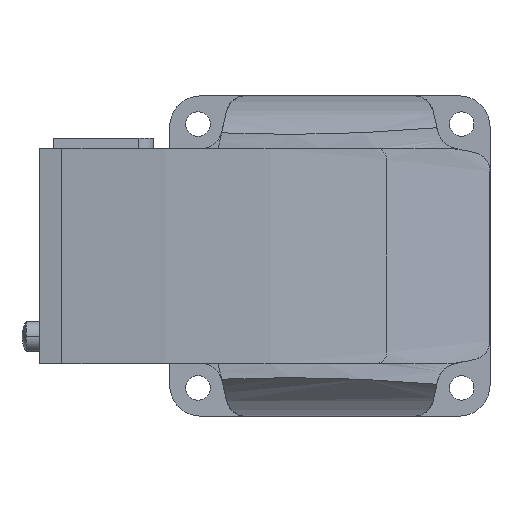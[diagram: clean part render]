
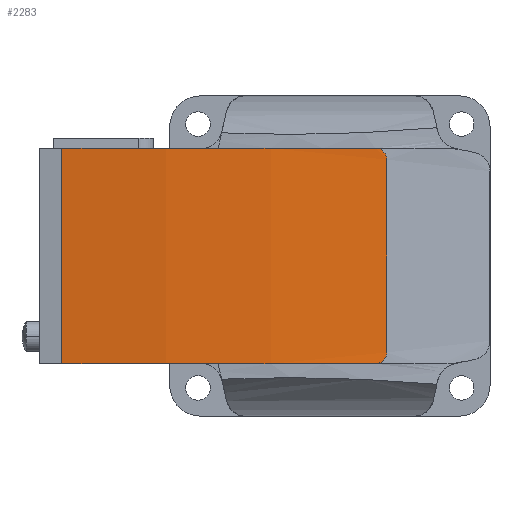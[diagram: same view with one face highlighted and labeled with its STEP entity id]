
A CAD part, left-side view. The second image highlights one B-rep face of the part: STEP entity #2283.
In plain terms, the highlighted cylindrical face has radius 300 mm (diameter 600 mm), a partial arc.
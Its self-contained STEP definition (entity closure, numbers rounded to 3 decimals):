
#2283=ADVANCED_FACE('',(#5300),#5301,.T.);
#2299=VERTEX_POINT('',#5324);
#2301=VERTEX_POINT('',#5326);
#2303=EDGE_CURVE('',#2299,#2301,#5328,.T.);
#2305=VERTEX_POINT('',#5330);
#2307=EDGE_CURVE('',#2305,#2299,#5332,.T.);
#2309=VERTEX_POINT('',#5334);
#2311=EDGE_CURVE('',#2309,#2305,#5336,.T.);
#2313=VERTEX_POINT('',#5338);
#2315=EDGE_CURVE('',#2313,#2309,#5340,.T.);
#2317=VERTEX_POINT('',#5342);
#2319=EDGE_CURVE('',#2317,#2313,#5344,.T.);
#2321=EDGE_CURVE('',#2301,#2317,#5346,.T.);
#5300=FACE_OUTER_BOUND('',#8830,.T.);
#5301=CYLINDRICAL_SURFACE('',#8831,300.0);
#5324=CARTESIAN_POINT('',(-4.808,-25.6,28.6));
#5326=CARTESIAN_POINT('',(-4.388,-28.6,25.6));
#5328=B_SPLINE_CURVE_WITH_KNOTS('',3,(#8859,#8860,#8861,#8862,#8863,#8864,#8865,#8866,#8867,#8868,#8869,#8870,#8871,#8872,#8873,#8874,#8875,#8876),.UNSPECIFIED.,.F.,.F.,(4,2,2,2,2,2,2,2,4),(4.539,5.11,5.681,6.252,6.822,7.387,7.952,8.517,9.082),.UNSPECIFIED.);
#5330=CARTESIAN_POINT('',(-4.388,57.6,28.6));
#5332=CIRCLE('',#8881,300.0);
#5334=CARTESIAN_POINT('',(-4.388,57.6,-28.6));
#5336=LINE('',#8886,#8887);
#5338=CARTESIAN_POINT('',(-4.808,-25.6,-28.6));
#5340=CIRCLE('',#8892,300.0);
#5342=CARTESIAN_POINT('',(-4.388,-28.6,-25.6));
#5344=B_SPLINE_CURVE_WITH_KNOTS('',3,(#8897,#8898,#8899,#8900,#8901,#8902,#8903,#8904,#8905,#8906,#8907,#8908,#8909,#8910,#8911,#8912,#8913,#8914),.UNSPECIFIED.,.F.,.F.,(4,2,2,2,2,2,2,2,4),(9.082,9.648,10.214,10.78,11.346,11.916,12.485,13.054,13.624),.UNSPECIFIED.);
#5346=LINE('',#8917,#8918);
#8830=EDGE_LOOP('',(#13266,#13267,#13268,#13269,#13270,#13271));
#8831=AXIS2_PLACEMENT_3D('',#13272,#13273,#13274);
#8859=CARTESIAN_POINT('',(-4.808,-25.6,28.6));
#8860=CARTESIAN_POINT('',(-4.782,-25.789,28.6));
#8861=CARTESIAN_POINT('',(-4.756,-25.984,28.582));
#8862=CARTESIAN_POINT('',(-4.703,-26.372,28.506));
#8863=CARTESIAN_POINT('',(-4.676,-26.565,28.448));
#8864=CARTESIAN_POINT('',(-4.625,-26.935,28.294));
#8865=CARTESIAN_POINT('',(-4.6,-27.112,28.198));
#8866=CARTESIAN_POINT('',(-4.554,-27.441,27.977));
#8867=CARTESIAN_POINT('',(-4.532,-27.592,27.851));
#8868=CARTESIAN_POINT('',(-4.495,-27.858,27.585));
#8869=CARTESIAN_POINT('',(-4.477,-27.982,27.435));
#8870=CARTESIAN_POINT('',(-4.446,-28.201,27.108));
#8871=CARTESIAN_POINT('',(-4.432,-28.296,26.931));
#8872=CARTESIAN_POINT('',(-4.41,-28.448,26.562));
#8873=CARTESIAN_POINT('',(-4.401,-28.506,26.37));
#8874=CARTESIAN_POINT('',(-4.39,-28.582,25.983));
#8875=CARTESIAN_POINT('',(-4.388,-28.6,25.788));
#8876=CARTESIAN_POINT('',(-4.388,-28.6,25.6));
#8881=AXIS2_PLACEMENT_3D('',#13333,#13334,#13335);
#8886=CARTESIAN_POINT('',(-4.388,57.6,0.0));
#8887=VECTOR('',#13336,1.0);
#8892=AXIS2_PLACEMENT_3D('',#13337,#13338,#13339);
#8897=CARTESIAN_POINT('',(-4.388,-28.6,-25.6));
#8898=CARTESIAN_POINT('',(-4.388,-28.6,-25.789));
#8899=CARTESIAN_POINT('',(-4.39,-28.582,-25.984));
#8900=CARTESIAN_POINT('',(-4.402,-28.506,-26.372));
#8901=CARTESIAN_POINT('',(-4.41,-28.448,-26.565));
#8902=CARTESIAN_POINT('',(-4.432,-28.294,-26.934));
#8903=CARTESIAN_POINT('',(-4.446,-28.199,-27.111));
#8904=CARTESIAN_POINT('',(-4.477,-27.979,-27.438));
#8905=CARTESIAN_POINT('',(-4.495,-27.854,-27.589));
#8906=CARTESIAN_POINT('',(-4.533,-27.588,-27.855));
#8907=CARTESIAN_POINT('',(-4.554,-27.437,-27.98));
#8908=CARTESIAN_POINT('',(-4.601,-27.109,-28.2));
#8909=CARTESIAN_POINT('',(-4.625,-26.932,-28.296));
#8910=CARTESIAN_POINT('',(-4.677,-26.562,-28.449));
#8911=CARTESIAN_POINT('',(-4.703,-26.37,-28.506));
#8912=CARTESIAN_POINT('',(-4.756,-25.983,-28.582));
#8913=CARTESIAN_POINT('',(-4.783,-25.788,-28.6));
#8914=CARTESIAN_POINT('',(-4.808,-25.6,-28.6));
#8917=CARTESIAN_POINT('',(-4.388,-28.6,0.0));
#8918=VECTOR('',#13340,1.0);
#13266=ORIENTED_EDGE('',*,*,#2303,.F.);
#13267=ORIENTED_EDGE('',*,*,#2307,.F.);
#13268=ORIENTED_EDGE('',*,*,#2311,.F.);
#13269=ORIENTED_EDGE('',*,*,#2315,.F.);
#13270=ORIENTED_EDGE('',*,*,#2319,.F.);
#13271=ORIENTED_EDGE('',*,*,#2321,.F.);
#13272=CARTESIAN_POINT('',(292.5,14.5,28.6));
#13273=DIRECTION('',(0.0,-0.0,-1.0));
#13274=DIRECTION('',(-0.99,-0.144,0.0));
#13333=CARTESIAN_POINT('',(292.5,14.5,28.6));
#13334=DIRECTION('',(0.0,0.0,1.0));
#13335=DIRECTION('',(-0.99,-0.144,0.0));
#13336=DIRECTION('',(0.0,0.0,1.0));
#13337=CARTESIAN_POINT('',(292.5,14.5,-28.6));
#13338=DIRECTION('',(-0.0,0.0,-1.0));
#13339=DIRECTION('',(-0.99,-0.144,0.0));
#13340=DIRECTION('',(0.0,0.0,-1.0));
